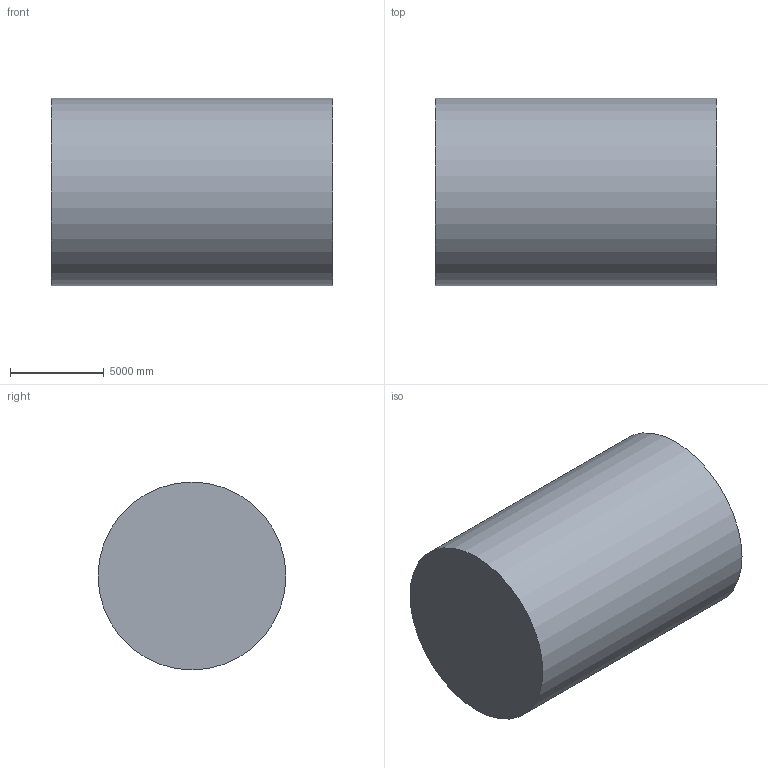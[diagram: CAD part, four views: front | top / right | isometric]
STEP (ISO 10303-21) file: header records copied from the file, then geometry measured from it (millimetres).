
FILE_DESCRIPTION(/* description */ (''),/* implementation_level */ '2;1');
FILE_NAME(/* name */ 'CFDforebodyCuadrangularVolume.stp',/* time_stamp */ '2025-07-15T21:14:32-06:00',/* author */ (''),/* organization */ (''),/* preprocessor_version */ 'ST-DEVELOPER v20',/* originating_system */ 'SIEMENS PLM Software NX2312.9162',/* authorisation */ '');
FILE_SCHEMA (('AUTOMOTIVE_DESIGN { 1 0 10303 214 3 1 1 1 }'));
Length unit declared in the file: millimetre
Products named in the file (1): CFDforebodyCuadrangularVolume
Bounding box: 15000 x 10000 x 10000 mm (x, y, z)
Volume: 1178568003687.9 mm3; surface area: 635044925.8 mm2
Topology: 2 solids, 3 shells, 10 faces, 13 edges, 8 vertices
Faces by surface type: plane 5, cylinder 3, sphere 1, bspline 1
Full cylindrical faces by diameter (mm): 80 x1, 300 x1, 10000 x1
Entity records: 224 total; most frequent: CARTESIAN_POINT 52, DIRECTION 34, AXIS2_PLACEMENT_3D 17, EDGE_LOOP 14, ORIENTED_EDGE 14, ADVANCED_FACE 10, FACE_BOUND 8, VERTEX_POINT 7
